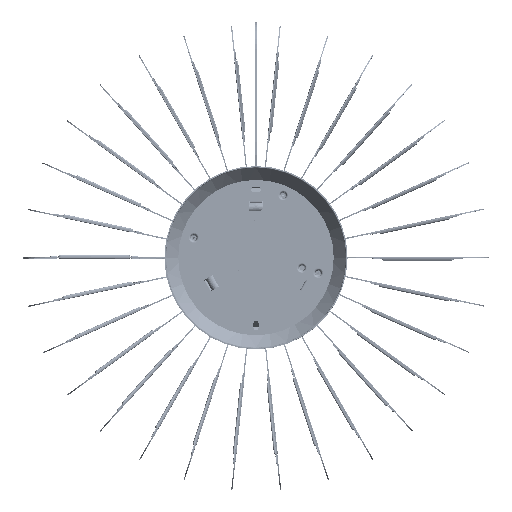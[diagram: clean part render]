
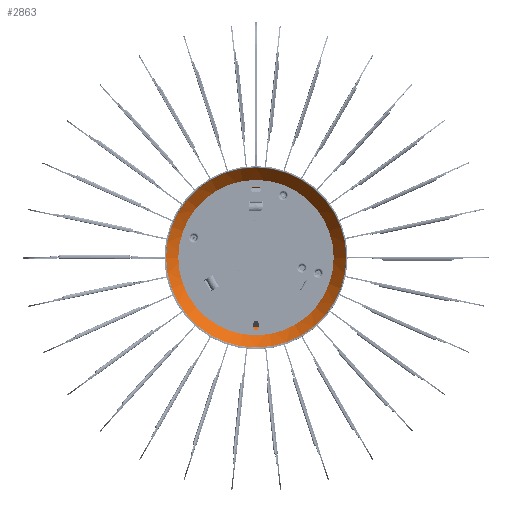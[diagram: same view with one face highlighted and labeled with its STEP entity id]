
A CAD part, top view. The second image highlights one B-rep face of the part: STEP entity #2863.
In plain terms, the highlighted conical face has half-angle 40 degrees and reference radius 66.351 mm.
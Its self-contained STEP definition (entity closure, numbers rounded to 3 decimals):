
#2863 = ADVANCED_FACE( '', ( #7287, #7288 ), #7289, .F. );
#7287 = FACE_OUTER_BOUND( '', #15303, .T. );
#7288 = FACE_BOUND( '', #15304, .T. );
#7289 = CONICAL_SURFACE( '', #15305, 66.351, 0.698 );
#15303 = EDGE_LOOP( '', ( #26399 ) );
#15304 = EDGE_LOOP( '', ( #26400 ) );
#15305 = AXIS2_PLACEMENT_3D( '', #26401, #26402, #26403 );
#26399 = ORIENTED_EDGE( '', *, *, #56448, .T. );
#26400 = ORIENTED_EDGE( '', *, *, #56458, .F. );
#26401 = CARTESIAN_POINT( '', ( 0., 0., 0.964 ) );
#26402 = DIRECTION( '', ( 0., 0., 1. ) );
#26403 = DIRECTION( '', ( 1., 0., 0. ) );
#56448 = EDGE_CURVE( '', #67249, #67249, #67250, .T. );
#56458 = EDGE_CURVE( '', #67269, #67269, #67270, .T. );
#67249 = VERTEX_POINT( '', #84661 );
#67250 = CIRCLE( '', #84662, 115.644 );
#67269 = VERTEX_POINT( '', #84681 );
#67270 = CIRCLE( '', #84682, 67.85 );
#84661 = CARTESIAN_POINT( '', ( 115.644, 0., 59.71 ) );
#84662 = AXIS2_PLACEMENT_3D( '', #110419, #110420, #110421 );
#84681 = CARTESIAN_POINT( '', ( 67.85, 0., 2.75 ) );
#84682 = AXIS2_PLACEMENT_3D( '', #110449, #110450, #110451 );
#110419 = CARTESIAN_POINT( '', ( 0., 0., 59.71 ) );
#110420 = DIRECTION( '', ( 0., 0., 1. ) );
#110421 = DIRECTION( '', ( 1., 0., 0. ) );
#110449 = CARTESIAN_POINT( '', ( 0., 0., 2.75 ) );
#110450 = DIRECTION( '', ( 0., 0., 1. ) );
#110451 = DIRECTION( '', ( 1., 0., 0. ) );
